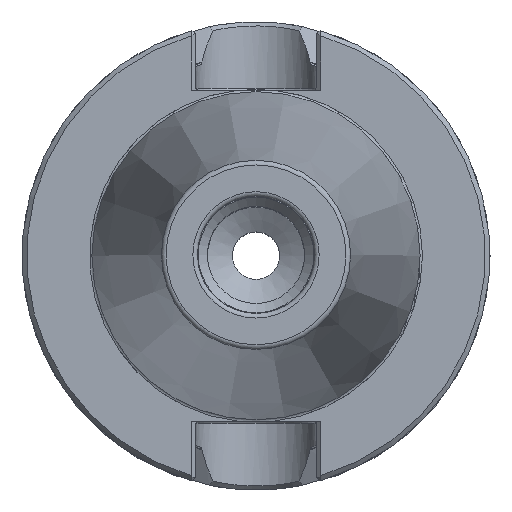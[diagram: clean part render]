
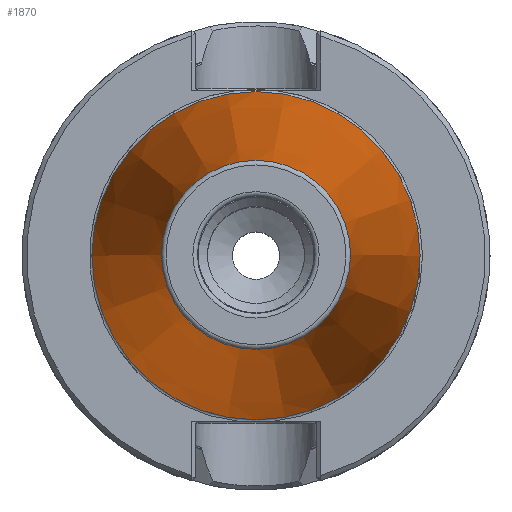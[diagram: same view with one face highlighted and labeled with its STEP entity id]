
A CAD part, top view. The second image highlights one B-rep face of the part: STEP entity #1870.
In plain terms, the highlighted conical face has half-angle 8.297 degrees and reference radius 20.204 mm.
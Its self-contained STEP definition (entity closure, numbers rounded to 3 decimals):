
#222=CONICAL_SURFACE('',#2004,20.204,0.145);
#518=ORIENTED_EDGE('',*,*,#577,.T.);
#519=ORIENTED_EDGE('',*,*,#716,.F.);
#577=EDGE_CURVE('',#746,#746,#867,.T.);
#716=EDGE_CURVE('',#837,#837,#904,.T.);
#746=VERTEX_POINT('',#2436);
#837=VERTEX_POINT('',#2950);
#867=CIRCLE('',#1908,35.065);
#904=CIRCLE('',#2003,20.204);
#999=EDGE_LOOP('',(#518));
#1000=EDGE_LOOP('',(#519));
#1123=FACE_BOUND('',#999,.T.);
#1124=FACE_BOUND('',#1000,.T.);
#1870=ADVANCED_FACE('',(#1123,#1124),#222,.T.);
#1908=AXIS2_PLACEMENT_3D('',#2435,#2070,#2071);
#2003=AXIS2_PLACEMENT_3D('',#2949,#2316,#2317);
#2004=AXIS2_PLACEMENT_3D('',#2951,#2318,#2319);
#2070=DIRECTION('',(0.,0.,1.));
#2071=DIRECTION('',(1.,0.,0.));
#2316=DIRECTION('',(0.,0.,1.));
#2317=DIRECTION('',(1.,0.,0.));
#2318=DIRECTION('',(0.,0.,-1.));
#2319=DIRECTION('',(-1.,0.,0.));
#2435=CARTESIAN_POINT('',(0.,0.,-0.963));
#2436=CARTESIAN_POINT('',(35.065,0.,-0.963));
#2949=CARTESIAN_POINT('',(0.,0.,100.944));
#2950=CARTESIAN_POINT('',(20.204,0.,100.944));
#2951=CARTESIAN_POINT('',(0.,0.,100.944));
